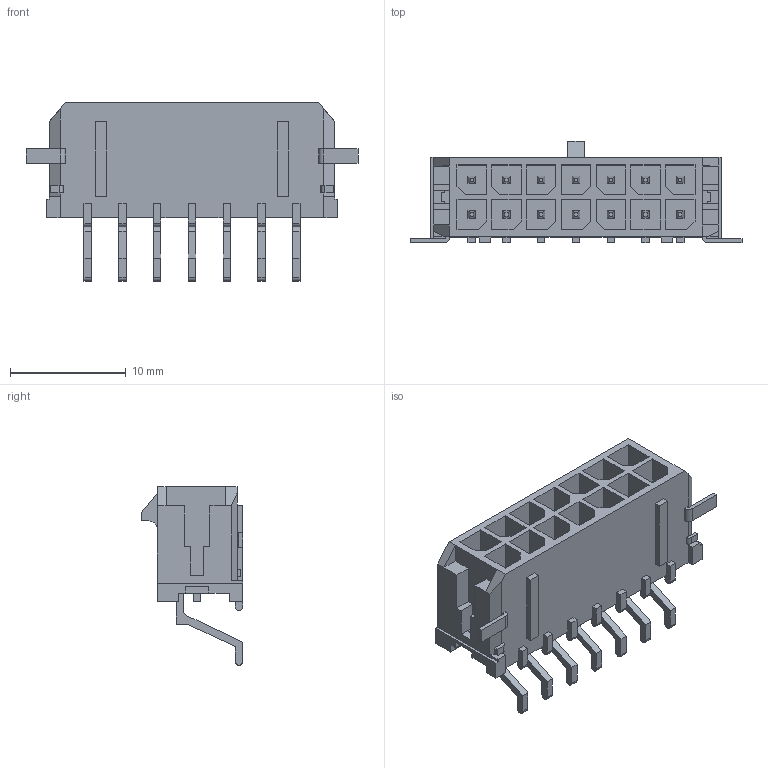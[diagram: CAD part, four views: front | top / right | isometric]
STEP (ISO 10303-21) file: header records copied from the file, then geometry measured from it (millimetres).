
FILE_DESCRIPTION((''),'2;1');
FILE_NAME('430451409','2016-02-03T',('me'),(''),'PRO/ENGINEER BY PARAMETRIC TECHNOLOGY CORPORATION, 2011490','PRO/ENGINEER BY PARAMETRIC TECHNOLOGY CORPORATION, 2011490','');
FILE_SCHEMA(('CONFIG_CONTROL_DESIGN'));
Length unit declared in the file: millimetre
Products named in the file (1): 430451409
Bounding box: 28.65 x 8.77 x 15.4 mm (x, y, z)
Volume: 1011.7 mm3; surface area: 2382 mm2
Topology: 1 solids, 8 shells, 617 faces, 1641 edges, 1076 vertices
Faces by surface type: plane 589, cylinder 28
Entity records: 18580 total; most frequent: CARTESIAN_POINT 3267, ORIENTED_EDGE 3150, DIRECTION 2933, VECTOR 1585, LINE 1585, EDGE_CURVE 1575, VERTEX_POINT 1008, AXIS2_PLACEMENT_3D 674
